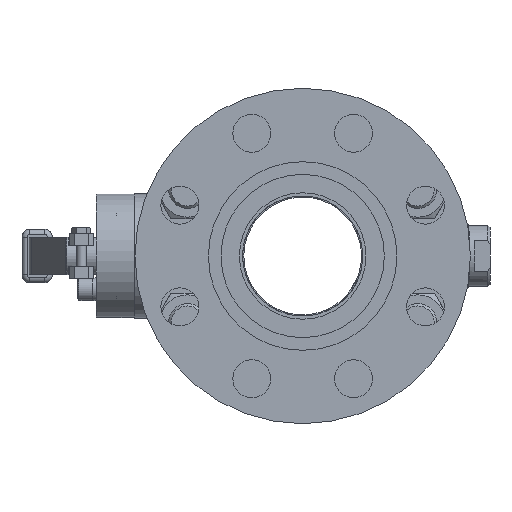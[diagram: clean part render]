
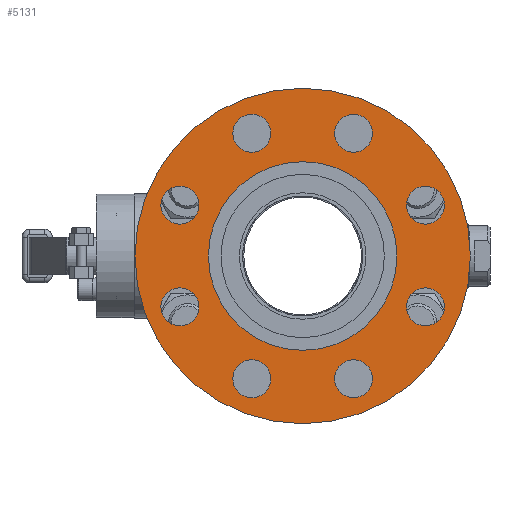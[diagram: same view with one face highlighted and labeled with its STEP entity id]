
A CAD part, left-side view. The second image highlights one B-rep face of the part: STEP entity #5131.
In plain terms, the highlighted face is planar.
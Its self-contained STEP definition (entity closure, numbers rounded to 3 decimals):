
#5131=ADVANCED_FACE('',(#9974,#9976,#9978,#9980,#9982,#9984,#9986,#9988,#9990,#9992),
#9994,.F.);
#9974=FACE_BOUND('',#9975,.T.);
#9975=EDGE_LOOP('',(#13930));
#9976=FACE_BOUND('',#9977,.T.);
#9977=EDGE_LOOP('',(#13931));
#9978=FACE_BOUND('',#9979,.T.);
#9979=EDGE_LOOP('',(#13932));
#9980=FACE_BOUND('',#9981,.T.);
#9981=EDGE_LOOP('',(#13933));
#9982=FACE_BOUND('',#9983,.T.);
#9983=EDGE_LOOP('',(#13934));
#9984=FACE_BOUND('',#9985,.T.);
#9985=EDGE_LOOP('',(#13935));
#9986=FACE_BOUND('',#9987,.T.);
#9987=EDGE_LOOP('',(#13936));
#9988=FACE_BOUND('',#9989,.T.);
#9989=EDGE_LOOP('',(#13937));
#9990=FACE_BOUND('',#9991,.T.);
#9991=EDGE_LOOP('',(#13938));
#9992=FACE_BOUND('',#9993,.T.);
#9993=EDGE_LOOP('',(#13939));
#9994=PLANE('',#9995);
#9995=AXIS2_PLACEMENT_3D('',#9996,#9997,#9998);
#9996=CARTESIAN_POINT('',(75.,0.,0.));
#9997=DIRECTION('',(-1.,0.,0.));
#9998=DIRECTION('',(0.,1.,0.));
#13930=ORIENTED_EDGE('',*,*,#15456,.F.);
#13931=ORIENTED_EDGE('',*,*,#15457,.T.);
#13932=ORIENTED_EDGE('',*,*,#15458,.T.);
#13933=ORIENTED_EDGE('',*,*,#15459,.T.);
#13934=ORIENTED_EDGE('',*,*,#15460,.T.);
#13935=ORIENTED_EDGE('',*,*,#15461,.T.);
#13936=ORIENTED_EDGE('',*,*,#15462,.T.);
#13937=ORIENTED_EDGE('',*,*,#15463,.T.);
#13938=ORIENTED_EDGE('',*,*,#15464,.T.);
#13939=ORIENTED_EDGE('',*,*,#15465,.F.);
#15456=EDGE_CURVE('',#16463,#16463,#16464,.F.);
#15457=EDGE_CURVE('',#16465,#16465,#16466,.F.);
#15458=EDGE_CURVE('',#16467,#16467,#16468,.F.);
#15459=EDGE_CURVE('',#16469,#16469,#16470,.F.);
#15460=EDGE_CURVE('',#16471,#16471,#16472,.F.);
#15461=EDGE_CURVE('',#16473,#16473,#16474,.F.);
#15462=EDGE_CURVE('',#16475,#16475,#16476,.F.);
#15463=EDGE_CURVE('',#16477,#16477,#16478,.F.);
#15464=EDGE_CURVE('',#16479,#16479,#16480,.F.);
#15465=EDGE_CURVE('',#16481,#16481,#16482,.T.);
#16463=VERTEX_POINT('',#19498);
#16464=CIRCLE('',#19499,132.5);
#16465=VERTEX_POINT('',#19503);
#16466=CIRCLE('',#19504,15.);
#16467=VERTEX_POINT('',#19508);
#16468=CIRCLE('',#19509,15.);
#16469=VERTEX_POINT('',#19513);
#16470=CIRCLE('',#19514,15.);
#16471=VERTEX_POINT('',#19518);
#16472=CIRCLE('',#19519,15.);
#16473=VERTEX_POINT('',#19523);
#16474=CIRCLE('',#19524,15.);
#16475=VERTEX_POINT('',#19528);
#16476=CIRCLE('',#19529,15.);
#16477=VERTEX_POINT('',#19533);
#16478=CIRCLE('',#19534,15.);
#16479=VERTEX_POINT('',#19538);
#16480=CIRCLE('',#19539,15.);
#16481=VERTEX_POINT('',#19543);
#16482=CIRCLE('',#19544,74.5);
#19498=CARTESIAN_POINT('',(75.,132.5,0.));
#19499=AXIS2_PLACEMENT_3D('',#19500,#19501,#19502);
#19500=CARTESIAN_POINT('',(75.,0.,0.));
#19501=DIRECTION('',(1.,-0.,-0.));
#19502=DIRECTION('',(0.,1.,0.));
#19503=CARTESIAN_POINT('',(75.,40.182,112.007));
#19504=AXIS2_PLACEMENT_3D('',#19505,#19506,#19507);
#19505=CARTESIAN_POINT('',(75.,40.182,97.007));
#19506=DIRECTION('',(1.,-0.,-0.));
#19507=DIRECTION('',(0.,0.,1.));
#19508=CARTESIAN_POINT('',(75.,97.007,55.182));
#19509=AXIS2_PLACEMENT_3D('',#19510,#19511,#19512);
#19510=CARTESIAN_POINT('',(75.,97.007,40.182));
#19511=DIRECTION('',(1.,-0.,-0.));
#19512=DIRECTION('',(0.,0.,1.));
#19513=CARTESIAN_POINT('',(75.,97.007,-25.182));
#19514=AXIS2_PLACEMENT_3D('',#19515,#19516,#19517);
#19515=CARTESIAN_POINT('',(75.,97.007,-40.182));
#19516=DIRECTION('',(1.,-0.,-0.));
#19517=DIRECTION('',(0.,0.,1.));
#19518=CARTESIAN_POINT('',(75.,40.182,-82.007));
#19519=AXIS2_PLACEMENT_3D('',#19520,#19521,#19522);
#19520=CARTESIAN_POINT('',(75.,40.182,-97.007));
#19521=DIRECTION('',(1.,-0.,-0.));
#19522=DIRECTION('',(0.,0.,1.));
#19523=CARTESIAN_POINT('',(75.,-40.182,-82.007));
#19524=AXIS2_PLACEMENT_3D('',#19525,#19526,#19527);
#19525=CARTESIAN_POINT('',(75.,-40.182,-97.007));
#19526=DIRECTION('',(1.,-0.,-0.));
#19527=DIRECTION('',(0.,0.,1.));
#19528=CARTESIAN_POINT('',(75.,-97.007,-25.182));
#19529=AXIS2_PLACEMENT_3D('',#19530,#19531,#19532);
#19530=CARTESIAN_POINT('',(75.,-97.007,-40.182));
#19531=DIRECTION('',(1.,-0.,-0.));
#19532=DIRECTION('',(0.,0.,1.));
#19533=CARTESIAN_POINT('',(75.,-97.007,55.182));
#19534=AXIS2_PLACEMENT_3D('',#19535,#19536,#19537);
#19535=CARTESIAN_POINT('',(75.,-97.007,40.182));
#19536=DIRECTION('',(1.,-0.,-0.));
#19537=DIRECTION('',(0.,0.,1.));
#19538=CARTESIAN_POINT('',(75.,-40.182,112.007));
#19539=AXIS2_PLACEMENT_3D('',#19540,#19541,#19542);
#19540=CARTESIAN_POINT('',(75.,-40.182,97.007));
#19541=DIRECTION('',(1.,-0.,-0.));
#19542=DIRECTION('',(0.,0.,1.));
#19543=CARTESIAN_POINT('',(75.,74.5,0.));
#19544=AXIS2_PLACEMENT_3D('',#19545,#19546,#19547);
#19545=CARTESIAN_POINT('',(75.,0.,0.));
#19546=DIRECTION('',(1.,-0.,-0.));
#19547=DIRECTION('',(0.,1.,0.));
